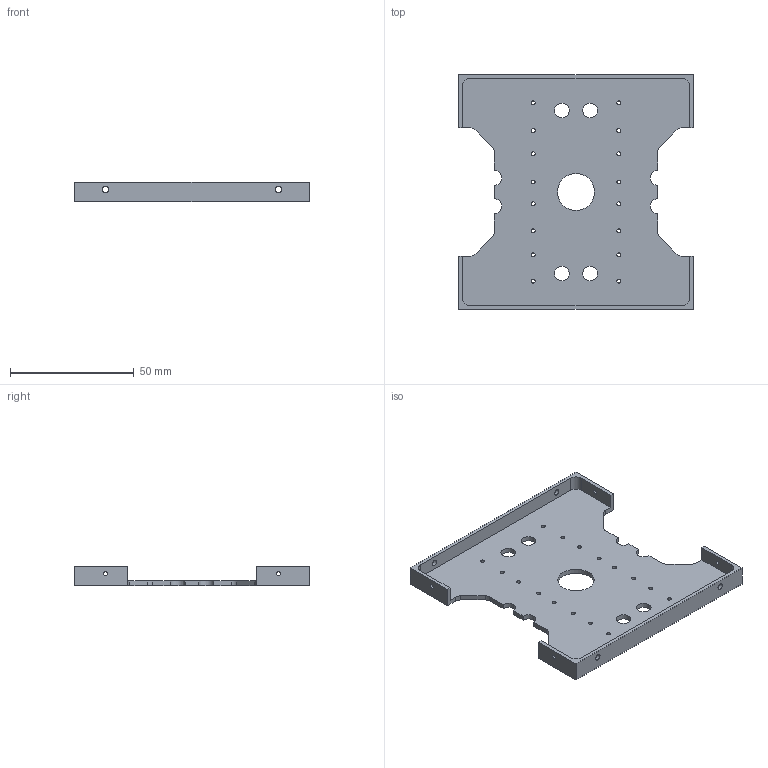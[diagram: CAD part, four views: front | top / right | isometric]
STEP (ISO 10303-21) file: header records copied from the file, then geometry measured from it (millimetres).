
FILE_DESCRIPTION(/* description */ (''),/* implementation_level */ '2;1');
FILE_NAME(/* name */ 'BATTERY_MOUNTING_BRACKET.step',/* time_stamp */ '2022-01-19T10:14:41-08:00',/* author */ (''),/* organization */ (''),/* preprocessor_version */ 'ST-DEVELOPER v18.1',/* originating_system */ 'Autodesk Translation Framework v10.13.0.1454',/* authorisation */ '');
FILE_SCHEMA (('AUTOMOTIVE_DESIGN { 1 0 10303 214 3 1 1 }'));
Length unit declared in the file: millimetre
Products named in the file (1): BATTERY_MOUNTING_BRACKET_V2
Bounding box: 95 x 95 x 8 mm (x, y, z)
Volume: 17021.6 mm3; surface area: 19120 mm2
Topology: 1 solids, 1 shells, 75 faces, 219 edges, 146 vertices
Faces by surface type: cylinder 45, plane 30
Full cylindrical faces by diameter (mm): 1.6 x20, 2.5 x4, 6 x4, 15 x1
Entity records: 2672 total; most frequent: DIRECTION 461, CARTESIAN_POINT 441, ORIENTED_EDGE 438, EDGE_CURVE 219, AXIS2_PLACEMENT_3D 166, VERTEX_POINT 146, EDGE_LOOP 133, LINE 129
